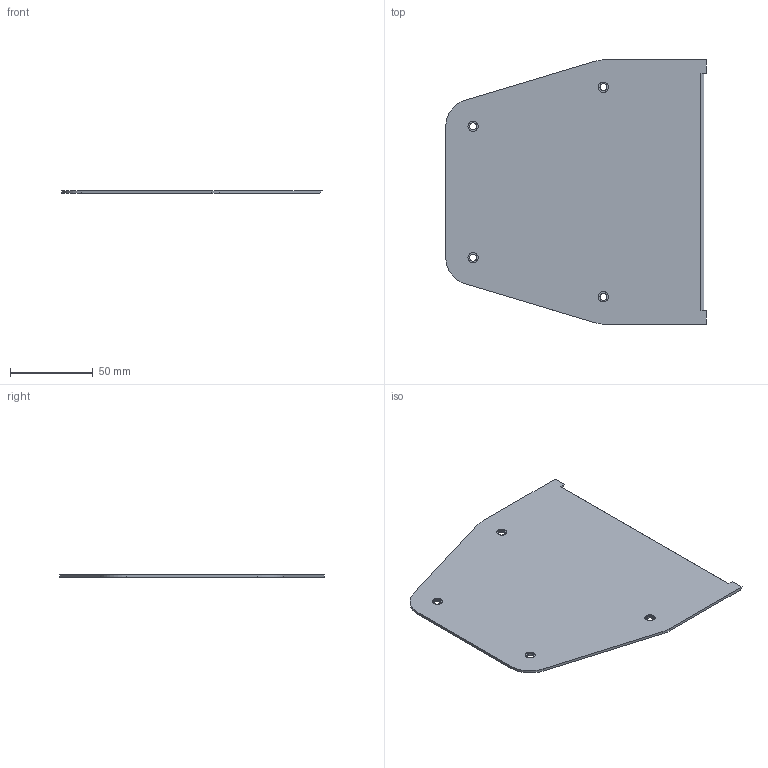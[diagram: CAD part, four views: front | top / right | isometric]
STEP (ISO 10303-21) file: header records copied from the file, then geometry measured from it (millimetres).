
FILE_DESCRIPTION(/* description */ (''),/* implementation_level */ '2;1');
FILE_NAME(/* name */ 'right_backplate.step',/* time_stamp */ '2023-01-18T21:24:40-07:00',/* author */ (''),/* organization */ (''),/* preprocessor_version */ 'ST-DEVELOPER v19.2',/* originating_system */ 'Autodesk Translation Framework v11.17.0.187',/* authorisation */ '');
FILE_SCHEMA (('AUTOMOTIVE_DESIGN { 1 0 10303 214 3 1 1 }'));
Length unit declared in the file: millimetre
Products named in the file (1): right_backplate
Bounding box: 157.85 x 160.1 x 1.6 mm (x, y, z)
Volume: 35478.8 mm3; surface area: 45535.7 mm2
Topology: 1 solids, 1 shells, 28 faces, 64 edges, 42 vertices
Faces by surface type: plane 16, cylinder 12
Full cylindrical faces by diameter (mm): 4.2 x4, 6.2 x4
Entity records: 845 total; most frequent: DIRECTION 146, CARTESIAN_POINT 135, ORIENTED_EDGE 128, EDGE_CURVE 64, AXIS2_PLACEMENT_3D 53, VERTEX_POINT 42, EDGE_LOOP 40, LINE 40
